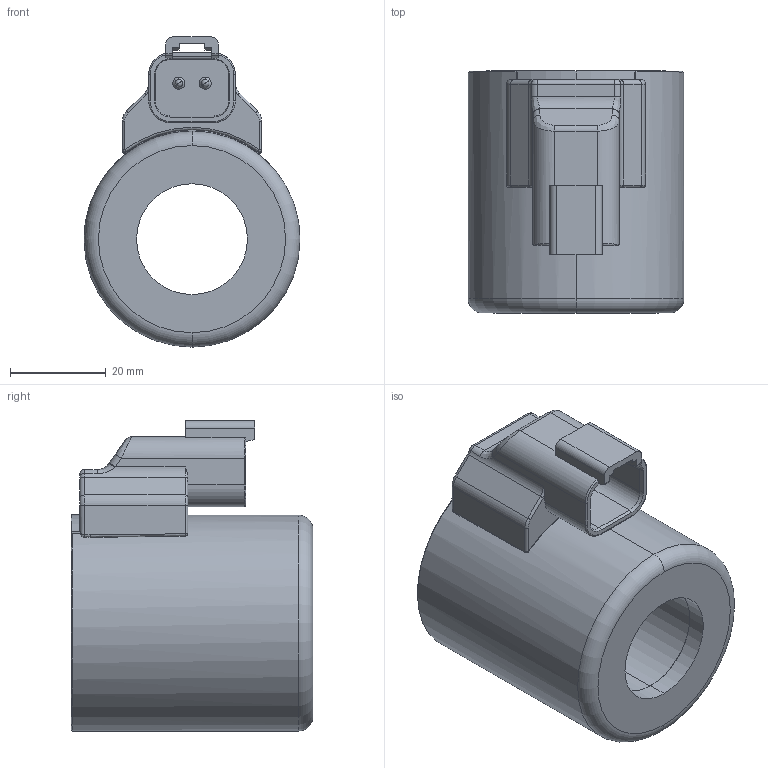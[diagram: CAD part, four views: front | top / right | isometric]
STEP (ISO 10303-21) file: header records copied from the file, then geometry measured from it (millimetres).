
FILE_DESCRIPTION (( 'STEP AP203' ), '1' );
FILE_NAME ('EC23C300F.STEP', '2022-06-16T05:54:44', ( '' ), ( '' ), 'SwSTEP 2.0', 'SolidWorks 2018', '' );
FILE_SCHEMA (( 'CONFIG_CONTROL_DESIGN' ));
Length unit declared in the file: millimetre
Products named in the file (1): EC23C300F
Bounding box: 45 x 50.4 x 64.65 mm (x, y, z)
Volume: 65919.3 mm3; surface area: 27153.1 mm2
Topology: 1 solids, 1 shells, 200 faces, 543 edges, 336 vertices
Faces by surface type: plane 73, cylinder 68, torus 23, cone 16, bspline 14, sphere 6
Entity records: 7143 total; most frequent: CARTESIAN_POINT 2132, ORIENTED_EDGE 1070, DIRECTION 1025, EDGE_CURVE 535, AXIS2_PLACEMENT_3D 388, VERTEX_POINT 336, LINE 249, VECTOR 249
